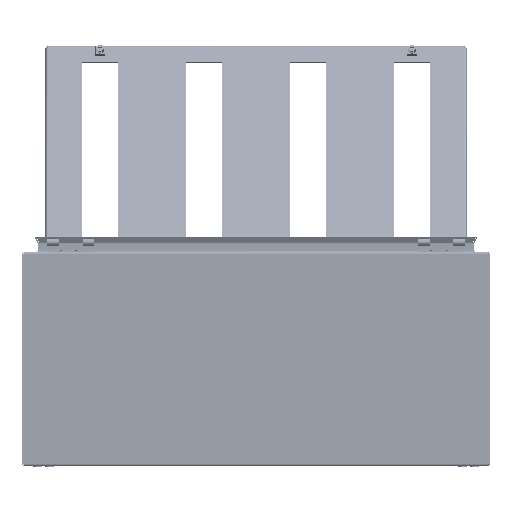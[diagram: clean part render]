
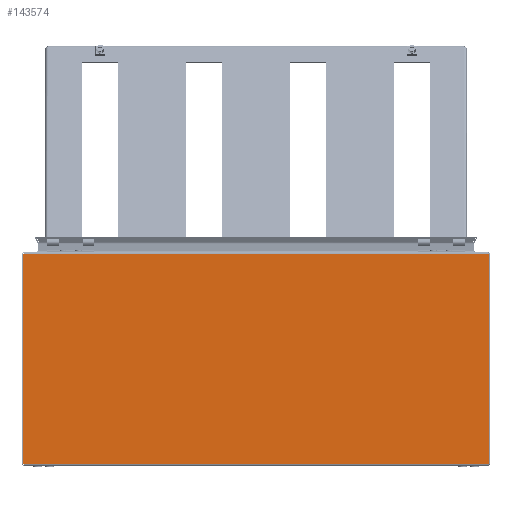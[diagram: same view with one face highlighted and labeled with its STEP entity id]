
A CAD part, front view. The second image highlights one B-rep face of the part: STEP entity #143574.
In plain terms, the highlighted planar face has unit normal (0, -1, 0).
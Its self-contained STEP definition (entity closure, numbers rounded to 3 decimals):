
#19972 = EDGE_LOOP ( 'NONE', ( #109663, #109664, #109665, #109666 ) ) ;
#24695 = CARTESIAN_POINT ( 'NONE',  ( -298.5, -200., 272. ) ) ;
#24702 = FACE_OUTER_BOUND ( 'NONE', #19972, .T. ) ;
#24704 = PLANE ( 'NONE',  #136991 ) ;
#24710 = DIRECTION ( 'NONE',  ( 0., 1., 0. ) ) ;
#24712 = DIRECTION ( 'NONE',  ( 0., 0., 1. ) ) ;
#38238 = EDGE_CURVE ( 'NONE', #138384, #140320, #70108, .T. ) ;
#38241 = EDGE_CURVE ( 'NONE', #138437, #138423, #70105, .T. ) ;
#38243 = EDGE_CURVE ( 'NONE', #140320, #138423, #70112, .T. ) ;
#38246 = EDGE_CURVE ( 'NONE', #138384, #138437, #70121, .T. ) ;
#70105 = LINE ( 'NONE', #70125, #147336 ) ;
#70108 = LINE ( 'NONE', #70118, #147345 ) ;
#70112 = LINE ( 'NONE', #70132, #147334 ) ;
#70118 = CARTESIAN_POINT ( 'NONE',  ( 298.4, -200., 1.5 ) ) ;
#70121 = LINE ( 'NONE', #70146, #147332 ) ;
#70123 = DIRECTION ( 'NONE',  ( 0., 0., 1. ) ) ;
#70125 = CARTESIAN_POINT ( 'NONE',  ( -298.4, -200., 1.5 ) ) ;
#70130 = DIRECTION ( 'NONE',  ( 0., 0., 1. ) ) ;
#70132 = CARTESIAN_POINT ( 'NONE',  ( 297.793, -200., 270.5 ) ) ;
#70136 = DIRECTION ( 'NONE',  ( -1., 0., 0. ) ) ;
#70146 = CARTESIAN_POINT ( 'NONE',  ( -298.5, -200., 1.5 ) ) ;
#70151 = DIRECTION ( 'NONE',  ( -1., 0., 0. ) ) ;
#109663 = ORIENTED_EDGE ( 'NONE', *, *, #38243, .T. ) ;
#109664 = ORIENTED_EDGE ( 'NONE', *, *, #38241, .F. ) ;
#109665 = ORIENTED_EDGE ( 'NONE', *, *, #38246, .F. ) ;
#109666 = ORIENTED_EDGE ( 'NONE', *, *, #38238, .T. ) ;
#134670 = CARTESIAN_POINT ( 'NONE',  ( 298.4, -200., 270.5 ) ) ;
#135871 = CARTESIAN_POINT ( 'NONE',  ( 298.4, -200., 1.5 ) ) ;
#135882 = CARTESIAN_POINT ( 'NONE',  ( -298.4, -200., 270.5 ) ) ;
#135883 = CARTESIAN_POINT ( 'NONE',  ( -298.4, -200., 1.5 ) ) ;
#136991 = AXIS2_PLACEMENT_3D ( 'NONE', #24695, #24710, #24712 ) ;
#138384 = VERTEX_POINT ( 'NONE', #135871 ) ;
#138423 = VERTEX_POINT ( 'NONE', #135882 ) ;
#138437 = VERTEX_POINT ( 'NONE', #135883 ) ;
#140320 = VERTEX_POINT ( 'NONE', #134670 ) ;
#143574 = ADVANCED_FACE ( 'NONE', ( #24702 ), #24704, .F. ) ;
#147332 = VECTOR ( 'NONE', #70151, 1000. ) ;
#147334 = VECTOR ( 'NONE', #70136, 1000. ) ;
#147336 = VECTOR ( 'NONE', #70130, 1000. ) ;
#147345 = VECTOR ( 'NONE', #70123, 1000. ) ;
